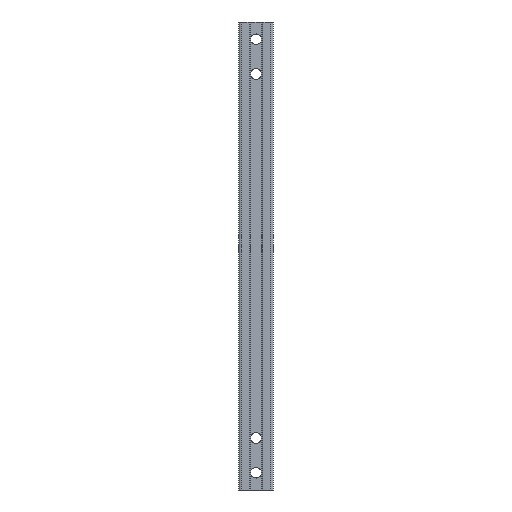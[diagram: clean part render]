
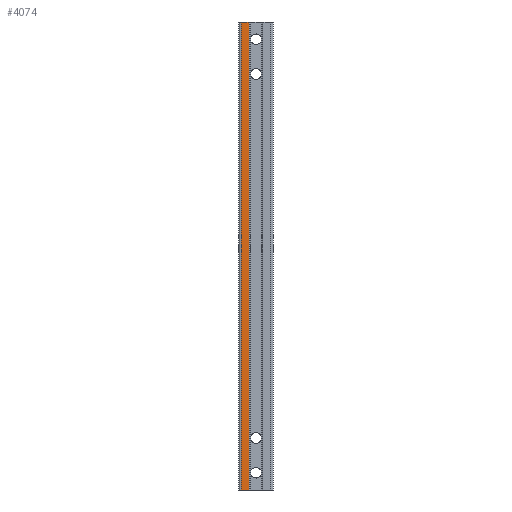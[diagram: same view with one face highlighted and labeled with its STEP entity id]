
A CAD part, left-side view. The second image highlights one B-rep face of the part: STEP entity #4074.
In plain terms, the highlighted planar face has unit normal (-1, 0, 0).
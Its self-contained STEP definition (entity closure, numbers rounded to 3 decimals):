
#13 = VERTEX_POINT ( 'NONE', #4994 ) ;
#203 = VERTEX_POINT ( 'NONE', #2690 ) ;
#346 = CARTESIAN_POINT ( 'NONE',  ( -10., 8.5, -135. ) ) ;
#489 = LINE ( 'NONE', #2847, #5499 ) ;
#499 = VERTEX_POINT ( 'NONE', #346 ) ;
#603 = DIRECTION ( 'NONE',  ( 0., 0., -1. ) ) ;
#635 = VECTOR ( 'NONE', #6821, 1000. ) ;
#1064 = VECTOR ( 'NONE', #6313, 1000. ) ;
#1520 = EDGE_CURVE ( 'NONE', #13, #203, #489, .T. ) ;
#1676 = ORIENTED_EDGE ( 'NONE', *, *, #4862, .T. ) ;
#1859 = LINE ( 'NONE', #6539, #6999 ) ;
#2467 = EDGE_CURVE ( 'NONE', #6823, #13, #5494, .T. ) ;
#2606 = FACE_OUTER_BOUND ( 'NONE', #5986, .T. ) ;
#2690 = CARTESIAN_POINT ( 'NONE',  ( -10., 3.9, -135. ) ) ;
#2776 = DIRECTION ( 'NONE',  ( 0., 0., -1. ) ) ;
#2847 = CARTESIAN_POINT ( 'NONE',  ( -10., 3.9, 135. ) ) ;
#3388 = CARTESIAN_POINT ( 'NONE',  ( -10., 3.9, 135. ) ) ;
#3424 = DIRECTION ( 'NONE',  ( 1., 0., 0. ) ) ;
#3454 = CARTESIAN_POINT ( 'NONE',  ( -10., 3.9, 135. ) ) ;
#3991 = LINE ( 'NONE', #4547, #635 ) ;
#4074 = ADVANCED_FACE ( 'NONE', ( #2606 ), #4902, .F. ) ;
#4407 = ORIENTED_EDGE ( 'NONE', *, *, #2467, .F. ) ;
#4547 = CARTESIAN_POINT ( 'NONE',  ( -10., 3.9, -135. ) ) ;
#4658 = CARTESIAN_POINT ( 'NONE',  ( -10., 8.5, 135. ) ) ;
#4862 = EDGE_CURVE ( 'NONE', #6823, #499, #1859, .T. ) ;
#4870 = ORIENTED_EDGE ( 'NONE', *, *, #1520, .F. ) ;
#4902 = PLANE ( 'NONE',  #5406 ) ;
#4994 = CARTESIAN_POINT ( 'NONE',  ( -10., 3.9, 135. ) ) ;
#5406 = AXIS2_PLACEMENT_3D ( 'NONE', #3388, #3424, #603 ) ;
#5494 = LINE ( 'NONE', #3454, #1064 ) ;
#5499 = VECTOR ( 'NONE', #6270, 1000. ) ;
#5615 = EDGE_CURVE ( 'NONE', #499, #203, #3991, .T. ) ;
#5986 = EDGE_LOOP ( 'NONE', ( #6860, #4870, #4407, #1676 ) ) ;
#6270 = DIRECTION ( 'NONE',  ( 0., 0., -1. ) ) ;
#6313 = DIRECTION ( 'NONE',  ( 0., -1., 0. ) ) ;
#6539 = CARTESIAN_POINT ( 'NONE',  ( -10., 8.5, 135. ) ) ;
#6821 = DIRECTION ( 'NONE',  ( 0., -1., 0. ) ) ;
#6823 = VERTEX_POINT ( 'NONE', #4658 ) ;
#6860 = ORIENTED_EDGE ( 'NONE', *, *, #5615, .T. ) ;
#6999 = VECTOR ( 'NONE', #2776, 1000. ) ;
